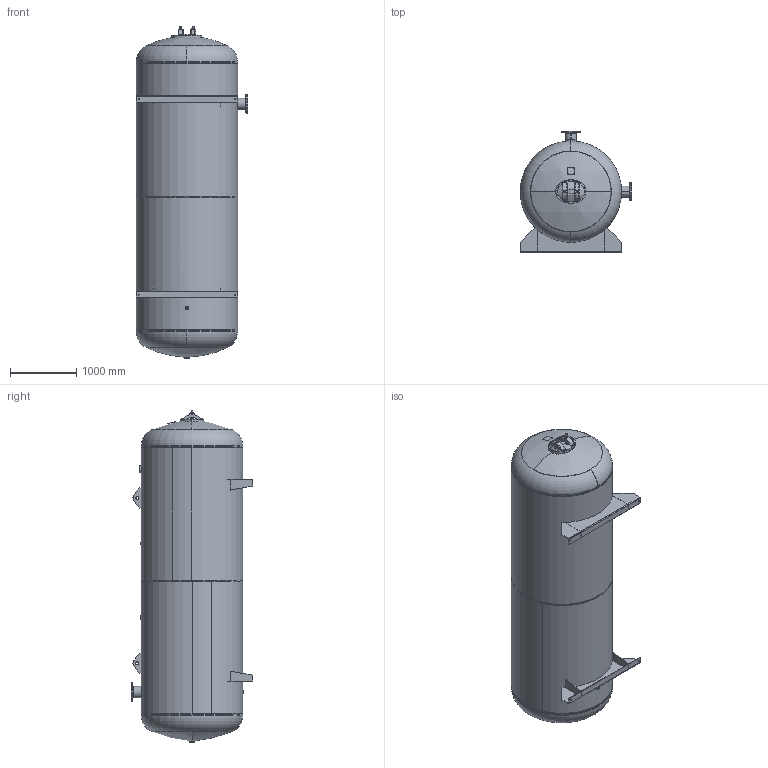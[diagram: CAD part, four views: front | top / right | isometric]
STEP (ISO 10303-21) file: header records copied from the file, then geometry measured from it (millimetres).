
FILE_DESCRIPTION (( 'STEP AP203' ), '1' );
FILE_NAME ('302498.STEP', '2012-03-06T13:47:33', ( '' ), ( '' ), 'SwSTEP 2.0', 'SolidWorks 2011', '' );
FILE_SCHEMA (( 'CONFIG_CONTROL_DESIGN' ));
Length unit declared in the file: inch
Products named in the file (1): 302498
Bounding box: 1676.4 x 1828.8 x 4997.35 mm (x, y, z)
Surface area: 49756484.1 mm2 (no closed solid volume)
Topology: 0 solids, 38 shells, 301 faces, 912 edges, 640 vertices
Faces by surface type: cylinder 126, plane 110, torus 48, bspline 11, sphere 6
Entity records: 15829 total; most frequent: CARTESIAN_POINT 7618, DIRECTION 1777, ORIENTED_EDGE 1464, EDGE_CURVE 912, AXIS2_PLACEMENT_3D 696, VERTEX_POINT 640, CIRCLE 405, VECTOR 385
